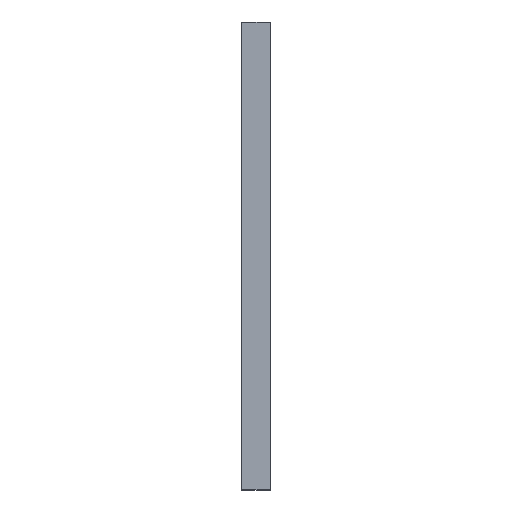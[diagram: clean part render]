
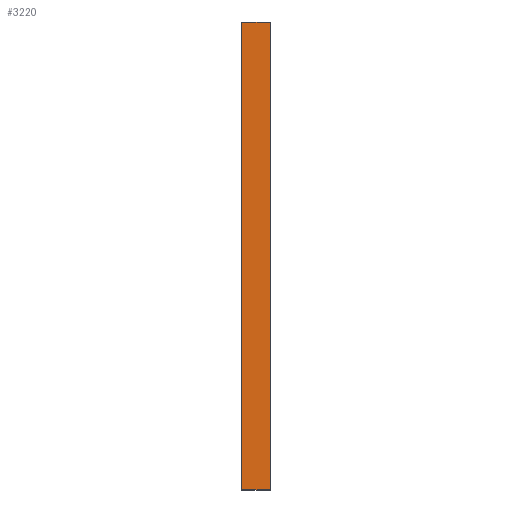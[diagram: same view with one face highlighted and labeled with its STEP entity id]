
A CAD part, left-side view. The second image highlights one B-rep face of the part: STEP entity #3220.
In plain terms, the highlighted planar face has unit normal (-1, 0, 0).
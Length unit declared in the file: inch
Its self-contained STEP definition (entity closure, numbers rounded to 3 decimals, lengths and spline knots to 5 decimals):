
#29 = DIRECTION ( 'NONE',  ( 0., 0., 1. ) ) ;
#103 = ORIENTED_EDGE ( 'NONE', *, *, #489, .F. ) ;
#148 = CARTESIAN_POINT ( 'NONE',  ( -2.25, 0., -0.75 ) ) ;
#340 = CARTESIAN_POINT ( 'NONE',  ( -2.25, 0.09, -0.75 ) ) ;
#489 = EDGE_CURVE ( 'NONE', #4834, #3059, #4435, .T. ) ;
#901 = CARTESIAN_POINT ( 'NONE',  ( -2.25, 0.09, -0.75 ) ) ;
#1157 = DIRECTION ( 'NONE',  ( 0., -1., 0. ) ) ;
#1178 = LINE ( 'NONE', #148, #3423 ) ;
#1242 = ORIENTED_EDGE ( 'NONE', *, *, #3055, .T. ) ;
#1542 = DIRECTION ( 'NONE',  ( 0., 0., -1. ) ) ;
#1718 = CARTESIAN_POINT ( 'NONE',  ( -2.25, 0.09, -0.75 ) ) ;
#1772 = EDGE_CURVE ( 'NONE', #2657, #4834, #1933, .T. ) ;
#1933 = LINE ( 'NONE', #1718, #5325 ) ;
#1989 = ORIENTED_EDGE ( 'NONE', *, *, #4510, .T. ) ;
#2255 = LINE ( 'NONE', #340, #2978 ) ;
#2657 = VERTEX_POINT ( 'NONE', #901 ) ;
#2751 = CARTESIAN_POINT ( 'NONE',  ( -2.25, 0.09, -0.75 ) ) ;
#2978 = VECTOR ( 'NONE', #1157, 39.37008 ) ;
#3055 = EDGE_CURVE ( 'NONE', #3360, #3059, #1178, .T. ) ;
#3059 = VERTEX_POINT ( 'NONE', #5119 ) ;
#3220 = ADVANCED_FACE ( 'NONE', ( #4070 ), #3582, .F. ) ;
#3360 = VERTEX_POINT ( 'NONE', #4104 ) ;
#3423 = VECTOR ( 'NONE', #3815, 39.37008 ) ;
#3582 = PLANE ( 'NONE',  #5077 ) ;
#3815 = DIRECTION ( 'NONE',  ( 0., 0., 1. ) ) ;
#3985 = ORIENTED_EDGE ( 'NONE', *, *, #1772, .F. ) ;
#3988 = CARTESIAN_POINT ( 'NONE',  ( -2.25, 0.09, 0.75 ) ) ;
#4070 = FACE_OUTER_BOUND ( 'NONE', #4382, .T. ) ;
#4104 = CARTESIAN_POINT ( 'NONE',  ( -2.25, 0., -0.75 ) ) ;
#4382 = EDGE_LOOP ( 'NONE', ( #1242, #103, #3985, #1989 ) ) ;
#4398 = DIRECTION ( 'NONE',  ( 1., 0., 0. ) ) ;
#4435 = LINE ( 'NONE', #3988, #4687 ) ;
#4510 = EDGE_CURVE ( 'NONE', #2657, #3360, #2255, .T. ) ;
#4545 = CARTESIAN_POINT ( 'NONE',  ( -2.25, 0.09, 0.75 ) ) ;
#4687 = VECTOR ( 'NONE', #4878, 39.37008 ) ;
#4834 = VERTEX_POINT ( 'NONE', #4545 ) ;
#4878 = DIRECTION ( 'NONE',  ( 0., -1., 0. ) ) ;
#5077 = AXIS2_PLACEMENT_3D ( 'NONE', #2751, #4398, #1542 ) ;
#5119 = CARTESIAN_POINT ( 'NONE',  ( -2.25, 0., 0.75 ) ) ;
#5325 = VECTOR ( 'NONE', #29, 39.37008 ) ;
